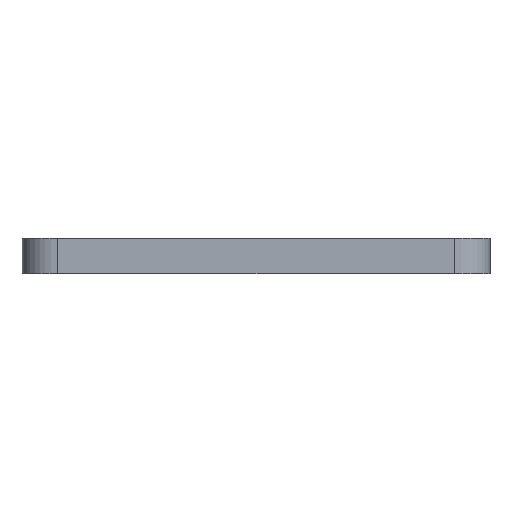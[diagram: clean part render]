
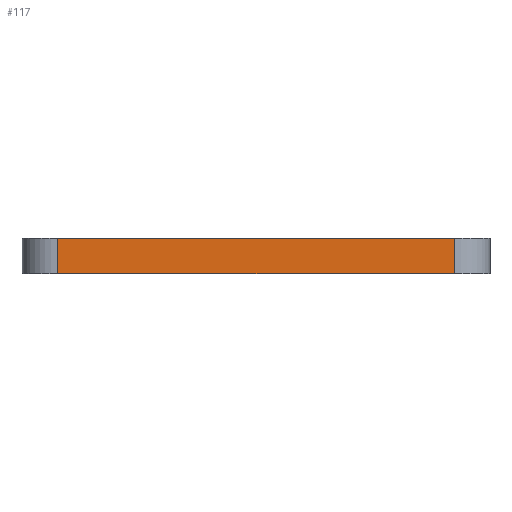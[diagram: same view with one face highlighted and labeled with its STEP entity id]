
A CAD part, left-side view. The second image highlights one B-rep face of the part: STEP entity #117.
In plain terms, the highlighted planar face has unit normal (-1, 0, 0).
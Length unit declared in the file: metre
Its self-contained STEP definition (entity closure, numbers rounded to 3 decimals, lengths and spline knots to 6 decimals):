
#117 = ADVANCED_FACE( '', ( #268 ), #269, .T. );
#268 = FACE_OUTER_BOUND( '', #415, .T. );
#269 = PLANE( '', #416 );
#415 = EDGE_LOOP( '', ( #706, #707, #708, #709 ) );
#416 = AXIS2_PLACEMENT_3D( '', #710, #711, #712 );
#706 = ORIENTED_EDGE( '', *, *, #783, .T. );
#707 = ORIENTED_EDGE( '', *, *, #870, .T. );
#708 = ORIENTED_EDGE( '', *, *, #836, .F. );
#709 = ORIENTED_EDGE( '', *, *, #861, .T. );
#710 = CARTESIAN_POINT( '', ( -0.041, -0.000447, 0.003 ) );
#711 = DIRECTION( '', ( -1., 0., 0. ) );
#712 = DIRECTION( '', ( 0., -1., 0. ) );
#783 = EDGE_CURVE( '', #938, #936, #939, .T. );
#836 = EDGE_CURVE( '', #1024, #1026, #1027, .T. );
#861 = EDGE_CURVE( '', #1024, #938, #1052, .F. );
#870 = EDGE_CURVE( '', #936, #1026, #1061, .T. );
#936 = VERTEX_POINT( '', #1137 );
#938 = VERTEX_POINT( '', #1139 );
#939 = LINE( '', #1140, #1141 );
#1024 = VERTEX_POINT( '', #1248 );
#1026 = VERTEX_POINT( '', #1250 );
#1027 = LINE( '', #1251, #1252 );
#1052 = LINE( '', #1287, #1288 );
#1061 = LINE( '', #1298, #1299 );
#1137 = CARTESIAN_POINT( '', ( -0.041, 0.01675, 0.003 ) );
#1139 = CARTESIAN_POINT( '', ( -0.041, -0.01675, 0.003 ) );
#1140 = CARTESIAN_POINT( '', ( -0.041, -0.000447, 0.003 ) );
#1141 = VECTOR( '', #1375, 1. );
#1248 = CARTESIAN_POINT( '', ( -0.041, -0.01675, 0. ) );
#1250 = CARTESIAN_POINT( '', ( -0.041, 0.01675, 0. ) );
#1251 = CARTESIAN_POINT( '', ( -0.041, -0.000447, 0. ) );
#1252 = VECTOR( '', #1464, 1. );
#1287 = CARTESIAN_POINT( '', ( -0.041, -0.01675, 0.003 ) );
#1288 = VECTOR( '', #1478, 1. );
#1298 = CARTESIAN_POINT( '', ( -0.041, 0.01675, 0. ) );
#1299 = VECTOR( '', #1480, 1. );
#1375 = DIRECTION( '', ( 0., 1., 0. ) );
#1464 = DIRECTION( '', ( 0., 1., 0. ) );
#1478 = DIRECTION( '', ( 0., 0., -1. ) );
#1480 = DIRECTION( '', ( 0., 0., -1. ) );
